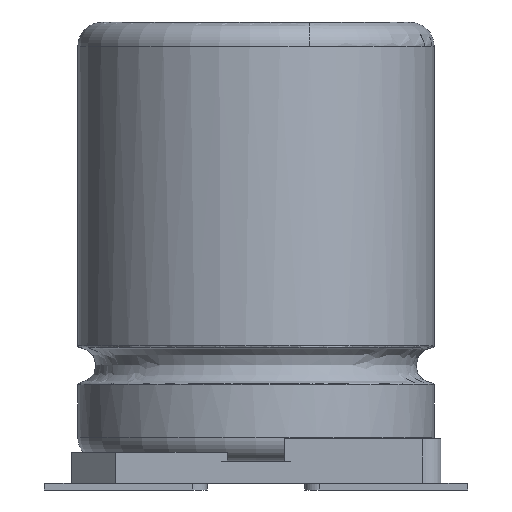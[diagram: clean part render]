
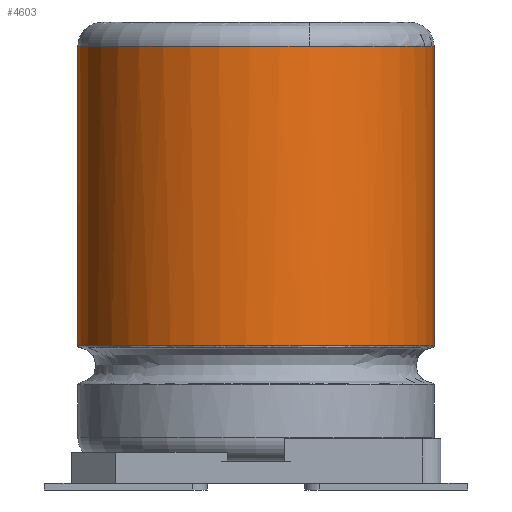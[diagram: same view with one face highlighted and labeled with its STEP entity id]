
A CAD part, front view. The second image highlights one B-rep face of the part: STEP entity #4603.
In plain terms, the highlighted cylindrical face has radius 4 mm (diameter 8 mm), a partial arc.
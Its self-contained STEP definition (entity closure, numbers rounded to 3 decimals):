
#15 = CARTESIAN_POINT ( 'NONE',  ( -4., 0., 3.2 ) ) ;
#85 = FACE_OUTER_BOUND ( 'NONE', #559, .T. ) ;
#148 = VERTEX_POINT ( 'NONE', #3640 ) ;
#217 = DIRECTION ( 'NONE',  ( -1., 0., 0. ) ) ;
#386 = CARTESIAN_POINT ( 'NONE',  ( -4., -0.953, 3.238 ) ) ;
#502 = EDGE_CURVE ( 'NONE', #1795, #148, #1429, .T. ) ;
#559 = EDGE_LOOP ( 'NONE', ( #4825, #4076, #5962, #1091, #2942 ) ) ;
#609 = EDGE_CURVE ( 'NONE', #1590, #1795, #3448, .T. ) ;
#964 = LINE ( 'NONE', #15, #5022 ) ;
#1014 = DIRECTION ( 'NONE',  ( 0., 0., -1. ) ) ;
#1091 = ORIENTED_EDGE ( 'NONE', *, *, #3028, .T. ) ;
#1429 = CIRCLE ( 'NONE', #4447, 4. ) ;
#1486 = CARTESIAN_POINT ( 'NONE',  ( 3.747, -1.933, 3.238 ) ) ;
#1515 = CARTESIAN_POINT ( 'NONE',  ( 3.241, -2.828, 3.238 ) ) ;
#1575 = VERTEX_POINT ( 'NONE', #5471 ) ;
#1590 = VERTEX_POINT ( 'NONE', #2171 ) ;
#1795 = VERTEX_POINT ( 'NONE', #4234 ) ;
#1806 = DIRECTION ( 'NONE',  ( 0., 0., -1. ) ) ;
#1901 = CARTESIAN_POINT ( 'NONE',  ( 4., 0., 3.238 ) ) ;
#2038 = CARTESIAN_POINT ( 'NONE',  ( 4., -0.967, 3.238 ) ) ;
#2171 = CARTESIAN_POINT ( 'NONE',  ( 4., 0., 3.238 ) ) ;
#2297 = CARTESIAN_POINT ( 'NONE',  ( 4., 0., 3.2 ) ) ;
#2466 = CARTESIAN_POINT ( 'NONE',  ( 0.541, -4.403, 3.238 ) ) ;
#2501 = CARTESIAN_POINT ( 'NONE',  ( -2.515, -3.575, 3.238 ) ) ;
#2942 = ORIENTED_EDGE ( 'NONE', *, *, #5255, .F. ) ;
#3028 = EDGE_CURVE ( 'NONE', #148, #5051, #5870, .T. ) ;
#3055 = CARTESIAN_POINT ( 'NONE',  ( -0.543, -4.404, 3.238 ) ) ;
#3062 = B_SPLINE_CURVE_WITH_KNOTS ( 'NONE', 13,
 ( #1901, #2038, #1486, #1515, #5229, #4640, #2466, #3055, #4181, #2501, #5787, #3611, #386, #3644 ),
 .UNSPECIFIED., .F., .F.,
 ( 14, 14 ),
 ( 0.5, 1. ),
 .UNSPECIFIED. ) ;
#3448 = LINE ( 'NONE', #2297, #5902 ) ;
#3611 = CARTESIAN_POINT ( 'NONE',  ( -3.754, -1.916, 3.238 ) ) ;
#3640 = CARTESIAN_POINT ( 'NONE',  ( 1.2, -3.816, 9.967 ) ) ;
#3644 = CARTESIAN_POINT ( 'NONE',  ( -4., 0., 3.238 ) ) ;
#3791 = AXIS2_PLACEMENT_3D ( 'NONE', #6464, #5419, #6500 ) ;
#3915 = DIRECTION ( 'NONE',  ( 0., 0., 1. ) ) ;
#4076 = ORIENTED_EDGE ( 'NONE', *, *, #609, .T. ) ;
#4097 = CARTESIAN_POINT ( 'NONE',  ( -4., 0., 9.967 ) ) ;
#4181 = CARTESIAN_POINT ( 'NONE',  ( -1.589, -4.12, 3.238 ) ) ;
#4234 = CARTESIAN_POINT ( 'NONE',  ( 4., 0., 9.967 ) ) ;
#4337 = CYLINDRICAL_SURFACE ( 'NONE', #3791, 4. ) ;
#4447 = AXIS2_PLACEMENT_3D ( 'NONE', #6535, #1806, #217 ) ;
#4603 = ADVANCED_FACE ( 'NONE', ( #85 ), #4337, .T. ) ;
#4640 = CARTESIAN_POINT ( 'NONE',  ( 1.583, -4.119, 3.238 ) ) ;
#4825 = ORIENTED_EDGE ( 'NONE', *, *, #6204, .F. ) ;
#5022 = VECTOR ( 'NONE', #5382, 1000. ) ;
#5051 = VERTEX_POINT ( 'NONE', #4097 ) ;
#5129 = DIRECTION ( 'NONE',  ( -1., 0., 0. ) ) ;
#5203 = AXIS2_PLACEMENT_3D ( 'NONE', #5823, #1014, #5129 ) ;
#5229 = CARTESIAN_POINT ( 'NONE',  ( 2.504, -3.577, 3.238 ) ) ;
#5255 = EDGE_CURVE ( 'NONE', #1575, #5051, #964, .T. ) ;
#5382 = DIRECTION ( 'NONE',  ( 0., 0., 1. ) ) ;
#5419 = DIRECTION ( 'NONE',  ( 0., 0., 1. ) ) ;
#5471 = CARTESIAN_POINT ( 'NONE',  ( -4., 0., 3.238 ) ) ;
#5787 = CARTESIAN_POINT ( 'NONE',  ( -3.254, -2.816, 3.238 ) ) ;
#5823 = CARTESIAN_POINT ( 'NONE',  ( 0., 0., 9.967 ) ) ;
#5870 = CIRCLE ( 'NONE', #5203, 4. ) ;
#5902 = VECTOR ( 'NONE', #3915, 1000. ) ;
#5962 = ORIENTED_EDGE ( 'NONE', *, *, #502, .T. ) ;
#6204 = EDGE_CURVE ( 'NONE', #1590, #1575, #3062, .T. ) ;
#6464 = CARTESIAN_POINT ( 'NONE',  ( 0., 0., 3.2 ) ) ;
#6500 = DIRECTION ( 'NONE',  ( -1., 0., 0. ) ) ;
#6535 = CARTESIAN_POINT ( 'NONE',  ( 0., 0., 9.967 ) ) ;
